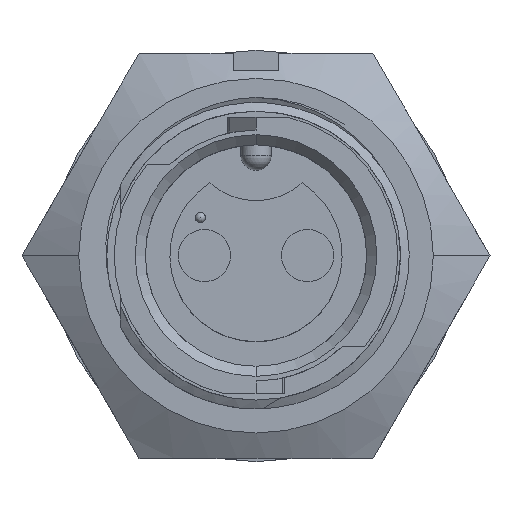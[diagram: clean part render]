
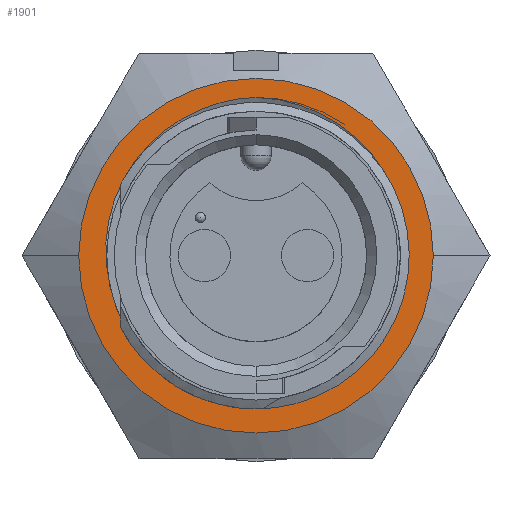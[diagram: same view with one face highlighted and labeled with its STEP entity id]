
A CAD part, top view. The second image highlights one B-rep face of the part: STEP entity #1901.
In plain terms, the highlighted planar face has unit normal (0, 0, 1).
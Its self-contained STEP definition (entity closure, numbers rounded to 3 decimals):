
#56 = ORIENTED_EDGE ( 'NONE', *, *, #6248, .F. ) ;
#140 = CARTESIAN_POINT ( 'NONE',  ( 8.89, 0., -6.226 ) ) ;
#161 = CARTESIAN_POINT ( 'NONE',  ( -2.248, 7.557, -6.226 ) ) ;
#262 = AXIS2_PLACEMENT_3D ( 'NONE', #3796, #4464, #8556 ) ;
#278 = CARTESIAN_POINT ( 'NONE',  ( 7.23, 2.457, -6.226 ) ) ;
#315 = VERTEX_POINT ( 'NONE', #10553 ) ;
#375 = CARTESIAN_POINT ( 'NONE',  ( 1.136, 7.824, -6.226 ) ) ;
#424 = CARTESIAN_POINT ( 'NONE',  ( 2.242, 7.558, -6.226 ) ) ;
#700 = EDGE_CURVE ( 'NONE', #8000, #3131, #5660, .T. ) ;
#702 = CARTESIAN_POINT ( 'NONE',  ( -5.866, -10.16, -6.226 ) ) ;
#749 = CARTESIAN_POINT ( 'NONE',  ( -5.552, 5.41, -6.226 ) ) ;
#1075 = CARTESIAN_POINT ( 'NONE',  ( -5.156, 5.813, -6.226 ) ) ;
#1124 = CARTESIAN_POINT ( 'NONE',  ( 0.57, 7.904, -6.226 ) ) ;
#1301 = CARTESIAN_POINT ( 'NONE',  ( 0., 7.938, -6.226 ) ) ;
#1305 = EDGE_CURVE ( 'NONE', #8000, #315, #6584, .T. ) ;
#1444 = DIRECTION ( 'NONE',  ( -1., 0., 0. ) ) ;
#1498 = CARTESIAN_POINT ( 'NONE',  ( -6.555, 4.03, -6.226 ) ) ;
#1554 = FACE_OUTER_BOUND ( 'NONE', #4101, .T. ) ;
#1557 = CARTESIAN_POINT ( 'NONE',  ( -7.334, -1.47, -6.226 ) ) ;
#1762 = CARTESIAN_POINT ( 'NONE',  ( -0.572, 7.92, -6.226 ) ) ;
#1865 = CARTESIAN_POINT ( 'NONE',  ( -7.536, 0.794, -6.226 ) ) ;
#1901 = ADVANCED_FACE ( 'NONE', ( #2405, #1554 ), #4043, .F. ) ;
#1914 = CARTESIAN_POINT ( 'NONE',  ( -7.534, -0.057, -6.226 ) ) ;
#1922 = CARTESIAN_POINT ( 'NONE',  ( 1.417, 7.769, -6.226 ) ) ;
#1974 = CARTESIAN_POINT ( 'NONE',  ( 7.334, -1.47, -6.226 ) ) ;
#2079 = CARTESIAN_POINT ( 'NONE',  ( 2.774, 7.36, -6.226 ) ) ;
#2356 = EDGE_CURVE ( 'NONE', #9757, #3694, #6391, .T. ) ;
#2405 = FACE_BOUND ( 'NONE', #4670, .T. ) ;
#2465 = CARTESIAN_POINT ( 'NONE',  ( -7.45, -0.91, -6.226 ) ) ;
#2472 = CIRCLE ( 'NONE', #262, 8.89 ) ;
#2568 = CARTESIAN_POINT ( 'NONE',  ( -7.334, -1.47, -6.226 ) ) ;
#2785 = CARTESIAN_POINT ( 'NONE',  ( 7.475, 1.355, -6.226 ) ) ;
#2808 = ORIENTED_EDGE ( 'NONE', *, *, #1305, .F. ) ;
#2884 = CARTESIAN_POINT ( 'NONE',  ( 7.466, -0.913, -6.226 ) ) ;
#3040 = CARTESIAN_POINT ( 'NONE',  ( 0., 0., -6.226 ) ) ;
#3131 = VERTEX_POINT ( 'NONE', #1301 ) ;
#3479 = AXIS2_PLACEMENT_3D ( 'NONE', #7910, #8868, #3904 ) ;
#3526 = B_SPLINE_CURVE_WITH_KNOTS ( 'NONE', 3,
 ( #8661, #4417, #1124, #375, #1922, #424, #2079, #3753, #8459, #8611, #4517, #7019, #5207, #6818, #278, #2785, #5354, #7725, #2884, #1974 ),
 .UNSPECIFIED., .F., .F.,
 ( 4, 2, 2, 2, 2, 2, 2, 2, 2, 4 ),
 ( 0., 0.001, 0.002, 0.003, 0.005, 0.007, 0.009, 0.01, 0.012, 0.014 ),
 .UNSPECIFIED. ) ;
#3681 = AXIS2_PLACEMENT_3D ( 'NONE', #3040, #4877, #4772 ) ;
#3694 = VERTEX_POINT ( 'NONE', #140 ) ;
#3753 = CARTESIAN_POINT ( 'NONE',  ( 3.795, 6.845, -6.226 ) ) ;
#3796 = CARTESIAN_POINT ( 'NONE',  ( 0., 0., -6.226 ) ) ;
#3861 = CARTESIAN_POINT ( 'NONE',  ( -8.89, 0., -6.226 ) ) ;
#3904 = DIRECTION ( 'NONE',  ( -1., 0., 0. ) ) ;
#4043 = PLANE ( 'NONE',  #7628 ) ;
#4101 = EDGE_LOOP ( 'NONE', ( #5188, #56 ) ) ;
#4149 = CARTESIAN_POINT ( 'NONE',  ( -3.795, 6.844, -6.226 ) ) ;
#4417 = CARTESIAN_POINT ( 'NONE',  ( 0.286, 7.929, -6.226 ) ) ;
#4464 = DIRECTION ( 'NONE',  ( 0., 0., -1. ) ) ;
#4517 = CARTESIAN_POINT ( 'NONE',  ( 5.55, 5.413, -6.226 ) ) ;
#4670 = EDGE_LOOP ( 'NONE', ( #6789, #9547, #2808 ) ) ;
#4772 = DIRECTION ( 'NONE',  ( 1., 0., 0. ) ) ;
#4837 = CARTESIAN_POINT ( 'NONE',  ( -6.251, 4.521, -6.226 ) ) ;
#4877 = DIRECTION ( 'NONE',  ( 0., 0., 1. ) ) ;
#5102 = CARTESIAN_POINT ( 'NONE',  ( -1.142, 7.839, -6.226 ) ) ;
#5150 = CARTESIAN_POINT ( 'NONE',  ( -7.225, 2.475, -6.226 ) ) ;
#5188 = ORIENTED_EDGE ( 'NONE', *, *, #2356, .F. ) ;
#5207 = CARTESIAN_POINT ( 'NONE',  ( 6.557, 4.028, -6.226 ) ) ;
#5354 = CARTESIAN_POINT ( 'NONE',  ( 7.537, 0.781, -6.226 ) ) ;
#5474 = EDGE_CURVE ( 'NONE', #3131, #315, #3526, .T. ) ;
#5660 = B_SPLINE_CURVE_WITH_KNOTS ( 'NONE', 3,
 ( #1557, #5687, #2465, #5745, #1914, #1865, #6862, #5150, #6810, #1498, #4837, #749, #1075, #7456, #4149, #5850, #161, #5102, #1762, #7411 ),
 .UNSPECIFIED., .F., .F.,
 ( 4, 2, 2, 2, 2, 2, 2, 2, 2, 4 ),
 ( 0., 0.001, 0.002, 0.003, 0.005, 0.007, 0.009, 0.01, 0.012, 0.014 ),
 .UNSPECIFIED. ) ;
#5687 = CARTESIAN_POINT ( 'NONE',  ( -7.4, -1.192, -6.226 ) ) ;
#5745 = CARTESIAN_POINT ( 'NONE',  ( -7.517, -0.343, -6.226 ) ) ;
#5850 = CARTESIAN_POINT ( 'NONE',  ( -2.787, 7.354, -6.226 ) ) ;
#6248 = EDGE_CURVE ( 'NONE', #3694, #9757, #2472, .T. ) ;
#6389 = DIRECTION ( 'NONE',  ( 0., 0., -1. ) ) ;
#6391 = CIRCLE ( 'NONE', #3479, 8.89 ) ;
#6584 = CIRCLE ( 'NONE', #3681, 7.48 ) ;
#6789 = ORIENTED_EDGE ( 'NONE', *, *, #700, .T. ) ;
#6810 = CARTESIAN_POINT ( 'NONE',  ( -7.04, 3.009, -6.226 ) ) ;
#6818 = CARTESIAN_POINT ( 'NONE',  ( 7.047, 2.994, -6.226 ) ) ;
#6862 = CARTESIAN_POINT ( 'NONE',  ( -7.475, 1.358, -6.226 ) ) ;
#7019 = CARTESIAN_POINT ( 'NONE',  ( 6.255, 4.516, -6.226 ) ) ;
#7411 = CARTESIAN_POINT ( 'NONE',  ( 0., 7.938, -6.226 ) ) ;
#7456 = CARTESIAN_POINT ( 'NONE',  ( -4.27, 6.536, -6.226 ) ) ;
#7628 = AXIS2_PLACEMENT_3D ( 'NONE', #702, #6389, #1444 ) ;
#7725 = CARTESIAN_POINT ( 'NONE',  ( 7.532, -0.351, -6.226 ) ) ;
#7910 = CARTESIAN_POINT ( 'NONE',  ( 0., 0., -6.226 ) ) ;
#8000 = VERTEX_POINT ( 'NONE', #2568 ) ;
#8459 = CARTESIAN_POINT ( 'NONE',  ( 4.269, 6.536, -6.226 ) ) ;
#8556 = DIRECTION ( 'NONE',  ( -1., 0., 0. ) ) ;
#8611 = CARTESIAN_POINT ( 'NONE',  ( 5.145, 5.822, -6.226 ) ) ;
#8661 = CARTESIAN_POINT ( 'NONE',  ( 0., 7.938, -6.226 ) ) ;
#8868 = DIRECTION ( 'NONE',  ( 0., 0., -1. ) ) ;
#9547 = ORIENTED_EDGE ( 'NONE', *, *, #5474, .T. ) ;
#9757 = VERTEX_POINT ( 'NONE', #3861 ) ;
#10553 = CARTESIAN_POINT ( 'NONE',  ( 7.334, -1.47, -6.226 ) ) ;
